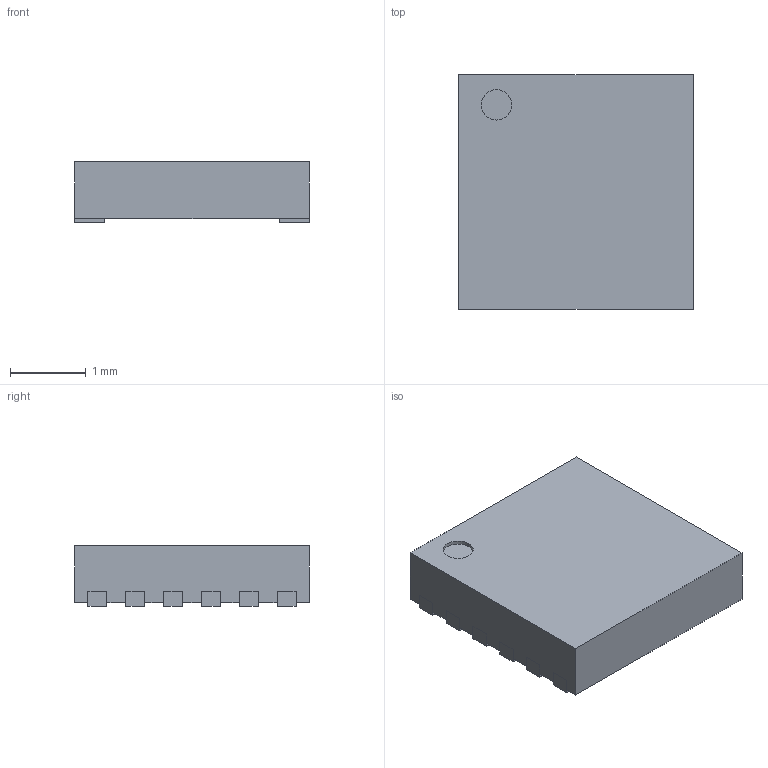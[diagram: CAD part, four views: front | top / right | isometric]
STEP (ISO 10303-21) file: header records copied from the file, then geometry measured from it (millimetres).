
FILE_DESCRIPTION((''),'2;1');
FILE_NAME('SON50P300X300X80-13N-R180X260.stp','2013-12-12T16:14:00',(''),(''),'Mechanical Desktop 2011','Mechanical Desktop 2011',', , ');
FILE_SCHEMA(('AUTOMOTIVE_DESIGN { 1 2 10303 214 1 1 1 1 }'));
Length unit declared in the file: millimetre
Products named in the file (1): Product
Bounding box: 3.1 x 3.1 x 0.8 mm (x, y, z)
Volume: 7.3 mm3; surface area: 35.5 mm2
Topology: 13 solids, 13 shells, 129 faces, 310 edges, 212 vertices
Faces by surface type: plane 67, bspline 60, cylinder 2
Entity records: 3720 total; most frequent: CARTESIAN_POINT 828, ORIENTED_EDGE 612, DIRECTION 454, VECTOR 306, LINE 306, EDGE_CURVE 306, VERTEX_POINT 204, EDGE_LOOP 130
